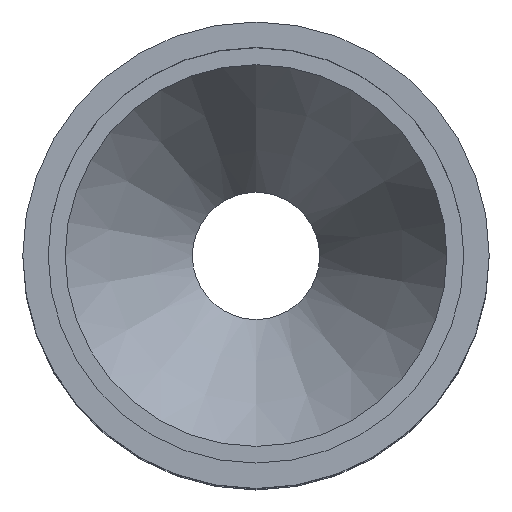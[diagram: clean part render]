
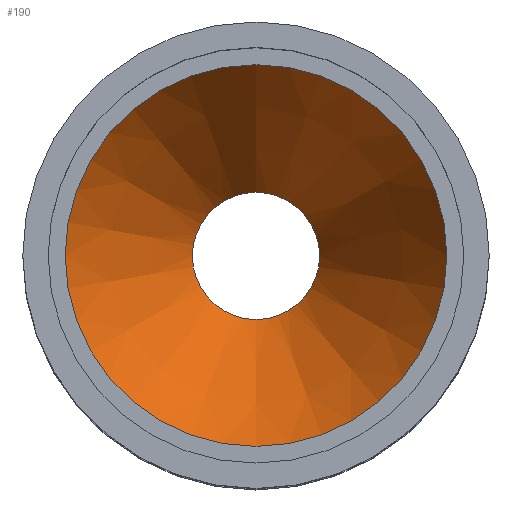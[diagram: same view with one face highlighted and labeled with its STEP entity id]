
A CAD part, top view. The second image highlights one B-rep face of the part: STEP entity #190.
In plain terms, the highlighted conical face has half-angle 30.964 degrees and reference radius 15 mm.
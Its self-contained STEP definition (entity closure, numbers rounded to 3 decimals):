
#25=LINE('',#339,#34);
#34=VECTOR('',#281,15.);
#40=CONICAL_SURFACE('',#227,15.,0.54);
#55=FACE_OUTER_BOUND('',#72,.T.);
#72=EDGE_LOOP('',(#157,#158,#159,#160));
#88=CIRCLE('',#226,22.5);
#89=CIRCLE('',#228,7.5);
#102=VERTEX_POINT('',#335);
#103=VERTEX_POINT('',#338);
#121=EDGE_CURVE('',#102,#102,#88,.T.);
#122=EDGE_CURVE('',#102,#103,#25,.T.);
#123=EDGE_CURVE('',#103,#103,#89,.T.);
#157=ORIENTED_EDGE('',*,*,#121,.T.);
#158=ORIENTED_EDGE('',*,*,#122,.T.);
#159=ORIENTED_EDGE('',*,*,#123,.F.);
#160=ORIENTED_EDGE('',*,*,#122,.F.);
#190=ADVANCED_FACE('',(#55),#40,.F.);
#226=AXIS2_PLACEMENT_3D('',#336,#277,#278);
#227=AXIS2_PLACEMENT_3D('',#337,#279,#280);
#228=AXIS2_PLACEMENT_3D('',#340,#282,#283);
#277=DIRECTION('center_axis',(0.,0.,1.));
#278=DIRECTION('ref_axis',(1.,0.,0.));
#279=DIRECTION('center_axis',(0.,0.,1.));
#280=DIRECTION('ref_axis',(0.,-1.,0.));
#281=DIRECTION('',(0.,-0.514,-0.857));
#282=DIRECTION('center_axis',(0.,0.,1.));
#283=DIRECTION('ref_axis',(1.,0.,0.));
#335=CARTESIAN_POINT('',(0.,50.,85.));
#336=CARTESIAN_POINT('Origin',(0.,27.5,85.));
#337=CARTESIAN_POINT('Origin',(0.,27.5,72.5));
#338=CARTESIAN_POINT('',(0.,35.,60.));
#339=CARTESIAN_POINT('',(0.,42.5,72.5));
#340=CARTESIAN_POINT('Origin',(0.,27.5,60.));
